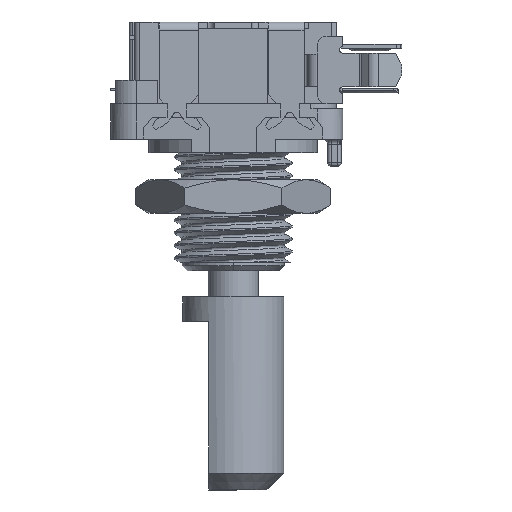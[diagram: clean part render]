
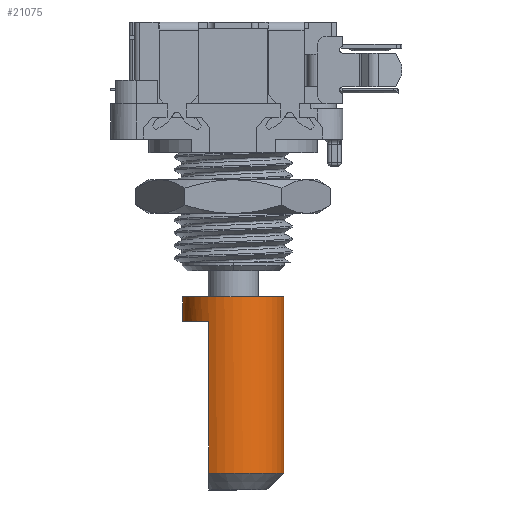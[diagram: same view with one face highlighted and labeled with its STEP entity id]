
A CAD part, left-side view. The second image highlights one B-rep face of the part: STEP entity #21075.
In plain terms, the highlighted cylindrical face has radius 3 mm (diameter 6 mm), a partial arc.
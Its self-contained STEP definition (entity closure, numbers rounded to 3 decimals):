
#91 = DIRECTION ( 'NONE',  ( 0., -1., 0. ) ) ;
#831 = ORIENTED_EDGE ( 'NONE', *, *, #23633, .T. ) ;
#2538 = DIRECTION ( 'NONE',  ( 0., 1., 0. ) ) ;
#2669 = CARTESIAN_POINT ( 'NONE',  ( 0., -13.1, -3.5 ) ) ;
#2762 = DIRECTION ( 'NONE',  ( 0., -1., 0. ) ) ;
#2863 = CARTESIAN_POINT ( 'NONE',  ( 0., -13.1, -6.5 ) ) ;
#2867 = VERTEX_POINT ( 'NONE', #21621 ) ;
#3025 = CIRCLE ( 'NONE', #3746, 3. ) ;
#3657 = VERTEX_POINT ( 'NONE', #11183 ) ;
#3746 = AXIS2_PLACEMENT_3D ( 'NONE', #19580, #26162, #19380 ) ;
#3945 = DIRECTION ( 'NONE',  ( 0., 1., 0. ) ) ;
#4388 = CARTESIAN_POINT ( 'NONE',  ( -2.626, -26.35, -7.95 ) ) ;
#4804 = CYLINDRICAL_SURFACE ( 'NONE', #18383, 3. ) ;
#5245 = ORIENTED_EDGE ( 'NONE', *, *, #29983, .T. ) ;
#6569 = LINE ( 'NONE', #23406, #29370 ) ;
#6912 = VECTOR ( 'NONE', #23631, 1000. ) ;
#7244 = CARTESIAN_POINT ( 'NONE',  ( 0., -26.35, -3.5 ) ) ;
#7952 = ORIENTED_EDGE ( 'NONE', *, *, #29887, .T. ) ;
#8453 = EDGE_CURVE ( 'NONE', #3657, #2867, #3025, .T. ) ;
#8876 = DIRECTION ( 'NONE',  ( 0., -1., 0. ) ) ;
#9889 = DIRECTION ( 'NONE',  ( 0., 0., -1. ) ) ;
#9961 = VERTEX_POINT ( 'NONE', #4388 ) ;
#10123 = ORIENTED_EDGE ( 'NONE', *, *, #13505, .F. ) ;
#10243 = EDGE_LOOP ( 'NONE', ( #10123, #22523, #7952, #5245, #20659, #831 ) ) ;
#10805 = CIRCLE ( 'NONE', #21571, 3. ) ;
#11183 = CARTESIAN_POINT ( 'NONE',  ( 0., -15.9, -3.5 ) ) ;
#11726 = CARTESIAN_POINT ( 'NONE',  ( 0., -17.35, -6.5 ) ) ;
#13505 = EDGE_CURVE ( 'NONE', #3657, #27278, #16363, .T. ) ;
#13808 = VERTEX_POINT ( 'NONE', #18500 ) ;
#13832 = AXIS2_PLACEMENT_3D ( 'NONE', #11726, #2538, #23717 ) ;
#14330 = VECTOR ( 'NONE', #8876, 1000. ) ;
#15480 = CARTESIAN_POINT ( 'NONE',  ( 0., -26.35, -6.5 ) ) ;
#16053 = FACE_OUTER_BOUND ( 'NONE', #10243, .T. ) ;
#16363 = LINE ( 'NONE', #2669, #6912 ) ;
#18265 = CARTESIAN_POINT ( 'NONE',  ( 0., -13.1, -9.5 ) ) ;
#18383 = AXIS2_PLACEMENT_3D ( 'NONE', #2863, #2762, #9889 ) ;
#18500 = CARTESIAN_POINT ( 'NONE',  ( 0., -17.35, -9.5 ) ) ;
#19380 = DIRECTION ( 'NONE',  ( 0., 0., -1. ) ) ;
#19580 = CARTESIAN_POINT ( 'NONE',  ( 0., -15.9, -6.5 ) ) ;
#20446 = DIRECTION ( 'NONE',  ( 0., 0., 1. ) ) ;
#20659 = ORIENTED_EDGE ( 'NONE', *, *, #28307, .T. ) ;
#21075 = ADVANCED_FACE ( 'NONE', ( #16053 ), #4804, .T. ) ;
#21571 = AXIS2_PLACEMENT_3D ( 'NONE', #15480, #3945, #20446 ) ;
#21621 = CARTESIAN_POINT ( 'NONE',  ( 0., -15.9, -9.5 ) ) ;
#22523 = ORIENTED_EDGE ( 'NONE', *, *, #8453, .T. ) ;
#23406 = CARTESIAN_POINT ( 'NONE',  ( -2.626, -17.35, -7.95 ) ) ;
#23631 = DIRECTION ( 'NONE',  ( 0., -1., 0. ) ) ;
#23633 = EDGE_CURVE ( 'NONE', #9961, #27278, #10805, .T. ) ;
#23717 = DIRECTION ( 'NONE',  ( 0., 0., 1. ) ) ;
#25072 = CARTESIAN_POINT ( 'NONE',  ( -2.626, -17.35, -7.95 ) ) ;
#25546 = CIRCLE ( 'NONE', #13832, 3. ) ;
#26162 = DIRECTION ( 'NONE',  ( 0., -1., 0. ) ) ;
#26284 = LINE ( 'NONE', #18265, #14330 ) ;
#27278 = VERTEX_POINT ( 'NONE', #7244 ) ;
#28307 = EDGE_CURVE ( 'NONE', #29374, #9961, #6569, .T. ) ;
#29370 = VECTOR ( 'NONE', #91, 1000. ) ;
#29374 = VERTEX_POINT ( 'NONE', #25072 ) ;
#29887 = EDGE_CURVE ( 'NONE', #2867, #13808, #26284, .T. ) ;
#29983 = EDGE_CURVE ( 'NONE', #13808, #29374, #25546, .T. ) ;
